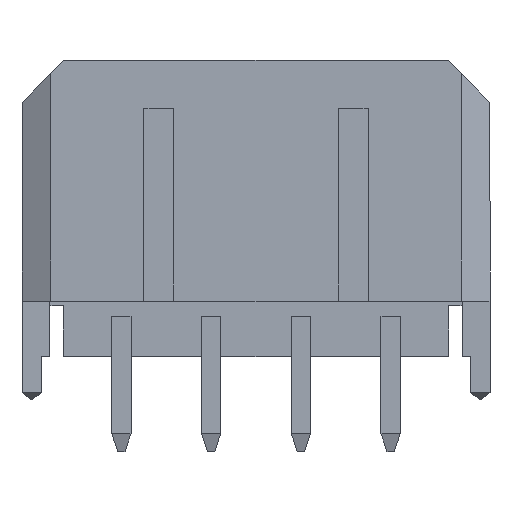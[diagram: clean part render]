
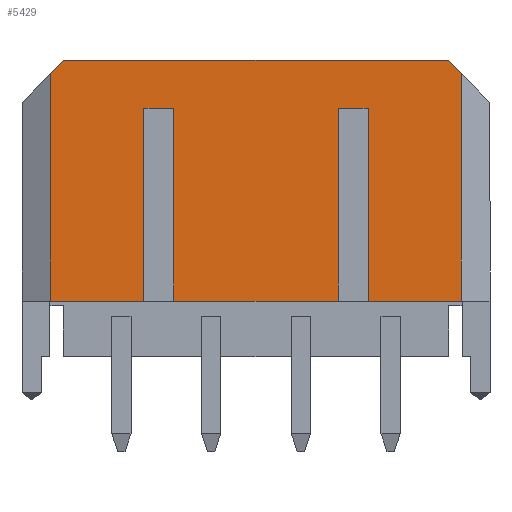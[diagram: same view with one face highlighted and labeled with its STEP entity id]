
A CAD part, top view. The second image highlights one B-rep face of the part: STEP entity #5429.
In plain terms, the highlighted planar face has unit normal (0, 0, 1).
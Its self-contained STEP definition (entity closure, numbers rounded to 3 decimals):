
#29 = LINE ( 'NONE', #2556, #6794 ) ;
#147 = VERTEX_POINT ( 'NONE', #5463 ) ;
#193 = EDGE_CURVE ( 'NONE', #6782, #4297, #3109, .T. ) ;
#399 = CARTESIAN_POINT ( 'NONE',  ( -2.75, 8.3, 2.275 ) ) ;
#436 = DIRECTION ( 'NONE',  ( -0.707, 0.707, 0. ) ) ;
#446 = CARTESIAN_POINT ( 'NONE',  ( 3.75, 8.3, 2.275 ) ) ;
#547 = ORIENTED_EDGE ( 'NONE', *, *, #6948, .F. ) ;
#563 = CARTESIAN_POINT ( 'NONE',  ( -2.75, 1.85, 2.275 ) ) ;
#603 = ORIENTED_EDGE ( 'NONE', *, *, #5715, .T. ) ;
#762 = CARTESIAN_POINT ( 'NONE',  ( 3.75, 1.85, 2.275 ) ) ;
#763 = DIRECTION ( 'NONE',  ( 0., 1., 0. ) ) ;
#808 = ORIENTED_EDGE ( 'NONE', *, *, #6001, .F. ) ;
#850 = VERTEX_POINT ( 'NONE', #1845 ) ;
#881 = ORIENTED_EDGE ( 'NONE', *, *, #6091, .F. ) ;
#912 = EDGE_CURVE ( 'NONE', #4495, #850, #6071, .T. ) ;
#978 = ORIENTED_EDGE ( 'NONE', *, *, #3042, .F. ) ;
#1005 = ORIENTED_EDGE ( 'NONE', *, *, #6463, .F. ) ;
#1036 = EDGE_CURVE ( 'NONE', #2501, #4297, #3921, .T. ) ;
#1037 = CARTESIAN_POINT ( 'NONE',  ( -2.75, 8.3, 2.275 ) ) ;
#1077 = VECTOR ( 'NONE', #5096, 1000. ) ;
#1103 = LINE ( 'NONE', #2302, #5670 ) ;
#1130 = DIRECTION ( 'NONE',  ( 0., -1., 0. ) ) ;
#1164 = DIRECTION ( 'NONE',  ( 0., 1., 0. ) ) ;
#1276 = LINE ( 'NONE', #6894, #3657 ) ;
#1539 = DIRECTION ( 'NONE',  ( 1., 0., 0. ) ) ;
#1653 = CARTESIAN_POINT ( 'NONE',  ( -6.865, 1.85, 2.275 ) ) ;
#1657 = EDGE_LOOP ( 'NONE', ( #2348, #3167, #5423, #6090, #547, #603, #2781, #978, #2862, #3263, #808, #5358, #881, #1005 ) ) ;
#1768 = CARTESIAN_POINT ( 'NONE',  ( -6.89, 1.85, 2.275 ) ) ;
#1827 = LINE ( 'NONE', #1768, #6309 ) ;
#1845 = CARTESIAN_POINT ( 'NONE',  ( -6.865, 9.46, 2.275 ) ) ;
#1926 = VERTEX_POINT ( 'NONE', #1653 ) ;
#2040 = DIRECTION ( 'NONE',  ( -1., 0., 0. ) ) ;
#2205 = EDGE_CURVE ( 'NONE', #2579, #2928, #6853, .T. ) ;
#2287 = DIRECTION ( 'NONE',  ( -1., 0., 0. ) ) ;
#2302 = CARTESIAN_POINT ( 'NONE',  ( -2.75, 8.3, 2.275 ) ) ;
#2348 = ORIENTED_EDGE ( 'NONE', *, *, #2413, .F. ) ;
#2413 = EDGE_CURVE ( 'NONE', #2911, #5737, #29, .T. ) ;
#2453 = CARTESIAN_POINT ( 'NONE',  ( -3.75, 1.85, 2.275 ) ) ;
#2501 = VERTEX_POINT ( 'NONE', #762 ) ;
#2502 = CARTESIAN_POINT ( 'NONE',  ( -3.75, 8.3, 2.275 ) ) ;
#2556 = CARTESIAN_POINT ( 'NONE',  ( -6.89, 1.85, 2.275 ) ) ;
#2579 = VERTEX_POINT ( 'NONE', #2453 ) ;
#2710 = VERTEX_POINT ( 'NONE', #4416 ) ;
#2781 = ORIENTED_EDGE ( 'NONE', *, *, #6222, .T. ) ;
#2862 = ORIENTED_EDGE ( 'NONE', *, *, #912, .T. ) ;
#2911 = VERTEX_POINT ( 'NONE', #5621 ) ;
#2928 = VERTEX_POINT ( 'NONE', #3051 ) ;
#2956 = CARTESIAN_POINT ( 'NONE',  ( 6.865, 9.46, 2.275 ) ) ;
#2963 = LINE ( 'NONE', #6969, #5341 ) ;
#2971 = AXIS2_PLACEMENT_3D ( 'NONE', #4818, #5213, #2040 ) ;
#3034 = VECTOR ( 'NONE', #4199, 1000. ) ;
#3042 = EDGE_CURVE ( 'NONE', #4495, #147, #2963, .T. ) ;
#3047 = LINE ( 'NONE', #4024, #5226 ) ;
#3051 = CARTESIAN_POINT ( 'NONE',  ( -3.75, 8.3, 2.275 ) ) ;
#3109 = LINE ( 'NONE', #3111, #3034 ) ;
#3111 = CARTESIAN_POINT ( 'NONE',  ( 2.75, 8.3, 2.275 ) ) ;
#3167 = ORIENTED_EDGE ( 'NONE', *, *, #3798, .T. ) ;
#3240 = CARTESIAN_POINT ( 'NONE',  ( 2.75, 8.3, 2.275 ) ) ;
#3263 = ORIENTED_EDGE ( 'NONE', *, *, #4639, .T. ) ;
#3384 = LINE ( 'NONE', #4529, #1077 ) ;
#3438 = CARTESIAN_POINT ( 'NONE',  ( -6.425, 9.9, 2.275 ) ) ;
#3654 = VECTOR ( 'NONE', #6270, 1000. ) ;
#3657 = VECTOR ( 'NONE', #436, 1000. ) ;
#3785 = VECTOR ( 'NONE', #4391, 1000. ) ;
#3798 = EDGE_CURVE ( 'NONE', #2911, #6782, #5997, .T. ) ;
#3806 = VERTEX_POINT ( 'NONE', #1037 ) ;
#3921 = LINE ( 'NONE', #5912, #6157 ) ;
#4024 = CARTESIAN_POINT ( 'NONE',  ( 6.865, 9.9, 2.275 ) ) ;
#4199 = DIRECTION ( 'NONE',  ( 1., 0., 0. ) ) ;
#4251 = DIRECTION ( 'NONE',  ( -1., 0., 0. ) ) ;
#4297 = VERTEX_POINT ( 'NONE', #446 ) ;
#4301 = PLANE ( 'NONE',  #2971 ) ;
#4377 = LINE ( 'NONE', #6380, #4388 ) ;
#4388 = VECTOR ( 'NONE', #1130, 1000. ) ;
#4391 = DIRECTION ( 'NONE',  ( 0., 1., 0. ) ) ;
#4416 = CARTESIAN_POINT ( 'NONE',  ( 6.865, 1.85, 2.275 ) ) ;
#4495 = VERTEX_POINT ( 'NONE', #3438 ) ;
#4529 = CARTESIAN_POINT ( 'NONE',  ( -6.89, 1.85, 2.275 ) ) ;
#4546 = DIRECTION ( 'NONE',  ( 0., 1., 0. ) ) ;
#4579 = VECTOR ( 'NONE', #763, 1000. ) ;
#4639 = EDGE_CURVE ( 'NONE', #850, #1926, #4377, .T. ) ;
#4713 = DIRECTION ( 'NONE',  ( -1., 0., 0. ) ) ;
#4818 = CARTESIAN_POINT ( 'NONE',  ( -7.825, 9.9, 2.275 ) ) ;
#5096 = DIRECTION ( 'NONE',  ( -1., 0., 0. ) ) ;
#5165 = FACE_OUTER_BOUND ( 'NONE', #1657, .T. ) ;
#5213 = DIRECTION ( 'NONE',  ( 0., 0., -1. ) ) ;
#5226 = VECTOR ( 'NONE', #4546, 1000. ) ;
#5341 = VECTOR ( 'NONE', #1539, 1000. ) ;
#5346 = DIRECTION ( 'NONE',  ( 0., 1., 0. ) ) ;
#5358 = ORIENTED_EDGE ( 'NONE', *, *, #2205, .T. ) ;
#5423 = ORIENTED_EDGE ( 'NONE', *, *, #193, .T. ) ;
#5429 = ADVANCED_FACE ( 'NONE', ( #5165 ), #4301, .F. ) ;
#5463 = CARTESIAN_POINT ( 'NONE',  ( 6.425, 9.9, 2.275 ) ) ;
#5616 = CARTESIAN_POINT ( 'NONE',  ( -6.425, 9.9, 2.275 ) ) ;
#5621 = CARTESIAN_POINT ( 'NONE',  ( 2.75, 1.85, 2.275 ) ) ;
#5670 = VECTOR ( 'NONE', #4251, 1000. ) ;
#5715 = EDGE_CURVE ( 'NONE', #2710, #6646, #3047, .T. ) ;
#5737 = VERTEX_POINT ( 'NONE', #563 ) ;
#5912 = CARTESIAN_POINT ( 'NONE',  ( 3.75, 8.3, 2.275 ) ) ;
#5986 = VECTOR ( 'NONE', #5346, 1000. ) ;
#5997 = LINE ( 'NONE', #6249, #5986 ) ;
#6001 = EDGE_CURVE ( 'NONE', #2579, #1926, #3384, .T. ) ;
#6071 = LINE ( 'NONE', #5616, #3654 ) ;
#6090 = ORIENTED_EDGE ( 'NONE', *, *, #1036, .F. ) ;
#6091 = EDGE_CURVE ( 'NONE', #3806, #2928, #1103, .T. ) ;
#6157 = VECTOR ( 'NONE', #1164, 1000. ) ;
#6222 = EDGE_CURVE ( 'NONE', #6646, #147, #1276, .T. ) ;
#6249 = CARTESIAN_POINT ( 'NONE',  ( 2.75, 8.3, 2.275 ) ) ;
#6270 = DIRECTION ( 'NONE',  ( -0.707, -0.707, 0. ) ) ;
#6290 = LINE ( 'NONE', #399, #3785 ) ;
#6309 = VECTOR ( 'NONE', #2287, 1000. ) ;
#6380 = CARTESIAN_POINT ( 'NONE',  ( -6.865, 9.9, 2.275 ) ) ;
#6463 = EDGE_CURVE ( 'NONE', #5737, #3806, #6290, .T. ) ;
#6646 = VERTEX_POINT ( 'NONE', #2956 ) ;
#6782 = VERTEX_POINT ( 'NONE', #3240 ) ;
#6794 = VECTOR ( 'NONE', #4713, 1000. ) ;
#6853 = LINE ( 'NONE', #2502, #4579 ) ;
#6894 = CARTESIAN_POINT ( 'NONE',  ( 6.425, 9.9, 2.275 ) ) ;
#6948 = EDGE_CURVE ( 'NONE', #2710, #2501, #1827, .T. ) ;
#6969 = CARTESIAN_POINT ( 'NONE',  ( -7.825, 9.9, 2.275 ) ) ;
